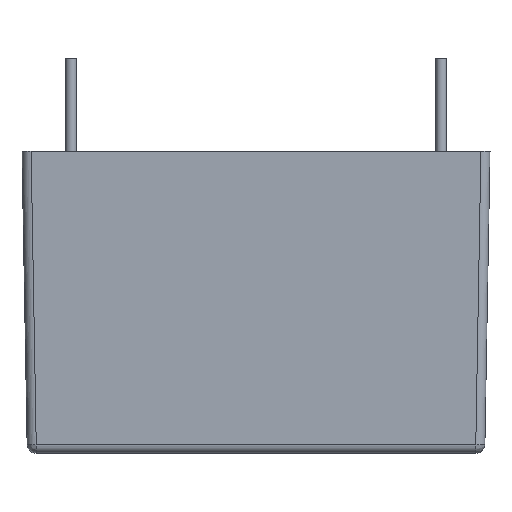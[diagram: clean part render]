
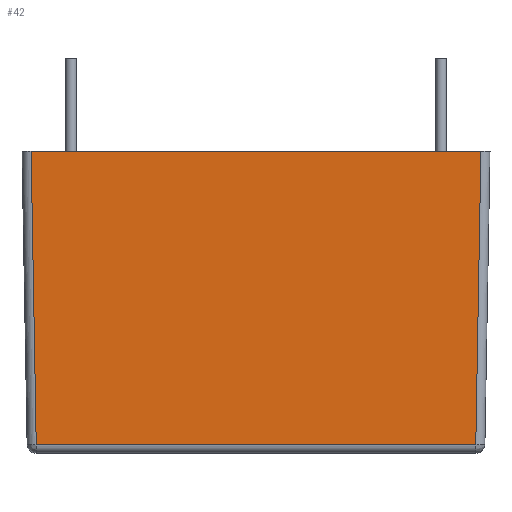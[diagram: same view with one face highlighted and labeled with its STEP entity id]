
A CAD part, front view. The second image highlights one B-rep face of the part: STEP entity #42.
In plain terms, the highlighted planar face has unit normal (0, -1, -0.018).
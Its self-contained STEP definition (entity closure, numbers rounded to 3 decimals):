
#42 = ADVANCED_FACE ( 'NONE', ( #3464 ), #4654, .T. ) ;
#54 = VERTEX_POINT ( 'NONE', #913 ) ;
#166 = DIRECTION ( 'NONE',  ( 0., -1., -0.017 ) ) ;
#259 = VERTEX_POINT ( 'NONE', #498 ) ;
#274 = LINE ( 'NONE', #1654, #2270 ) ;
#284 = DIRECTION ( 'NONE',  ( 1., 0., 0. ) ) ;
#334 = DIRECTION ( 'NONE',  ( 0.017, 0.017, -1. ) ) ;
#407 = LINE ( 'NONE', #1007, #3290 ) ;
#498 = CARTESIAN_POINT ( 'NONE',  ( -12.069, -12.569, 0.491 ) ) ;
#501 = DIRECTION ( 'NONE',  ( 0.017, -0.017, 1. ) ) ;
#523 = VERTEX_POINT ( 'NONE', #2780 ) ;
#681 = EDGE_CURVE ( 'NONE', #54, #3571, #2849, .T. ) ;
#749 = VECTOR ( 'NONE', #3612, 1000. ) ;
#913 = CARTESIAN_POINT ( 'NONE',  ( -12.35, -12.85, 16.6 ) ) ;
#1007 = CARTESIAN_POINT ( 'NONE',  ( 12.85, -12.569, 0.491 ) ) ;
#1236 = ORIENTED_EDGE ( 'NONE', *, *, #681, .F. ) ;
#1654 = CARTESIAN_POINT ( 'NONE',  ( 12.069, -12.569, 0.491 ) ) ;
#2158 = AXIS2_PLACEMENT_3D ( 'NONE', #2413, #166, #2782 ) ;
#2270 = VECTOR ( 'NONE', #501, 1000. ) ;
#2413 = CARTESIAN_POINT ( 'NONE',  ( 12.85, -12.56, 0.003 ) ) ;
#2756 = ORIENTED_EDGE ( 'NONE', *, *, #3710, .T. ) ;
#2780 = CARTESIAN_POINT ( 'NONE',  ( 12.069, -12.569, 0.491 ) ) ;
#2782 = DIRECTION ( 'NONE',  ( 0., 0.017, -1. ) ) ;
#2849 = LINE ( 'NONE', #3235, #749 ) ;
#2940 = EDGE_CURVE ( 'NONE', #523, #3571, #274, .T. ) ;
#3008 = ORIENTED_EDGE ( 'NONE', *, *, #2940, .T. ) ;
#3192 = EDGE_CURVE ( 'NONE', #54, #259, #4827, .T. ) ;
#3235 = CARTESIAN_POINT ( 'NONE',  ( 0., -12.85, 16.6 ) ) ;
#3290 = VECTOR ( 'NONE', #284, 1000. ) ;
#3339 = CARTESIAN_POINT ( 'NONE',  ( -12.35, -12.85, 16.6 ) ) ;
#3360 = CARTESIAN_POINT ( 'NONE',  ( 12.35, -12.85, 16.6 ) ) ;
#3464 = FACE_OUTER_BOUND ( 'NONE', #3976, .T. ) ;
#3571 = VERTEX_POINT ( 'NONE', #3360 ) ;
#3612 = DIRECTION ( 'NONE',  ( 1., 0., 0. ) ) ;
#3704 = VECTOR ( 'NONE', #334, 1000. ) ;
#3710 = EDGE_CURVE ( 'NONE', #259, #523, #407, .T. ) ;
#3774 = ORIENTED_EDGE ( 'NONE', *, *, #3192, .T. ) ;
#3976 = EDGE_LOOP ( 'NONE', ( #3774, #2756, #3008, #1236 ) ) ;
#4654 = PLANE ( 'NONE',  #2158 ) ;
#4827 = LINE ( 'NONE', #3339, #3704 ) ;
